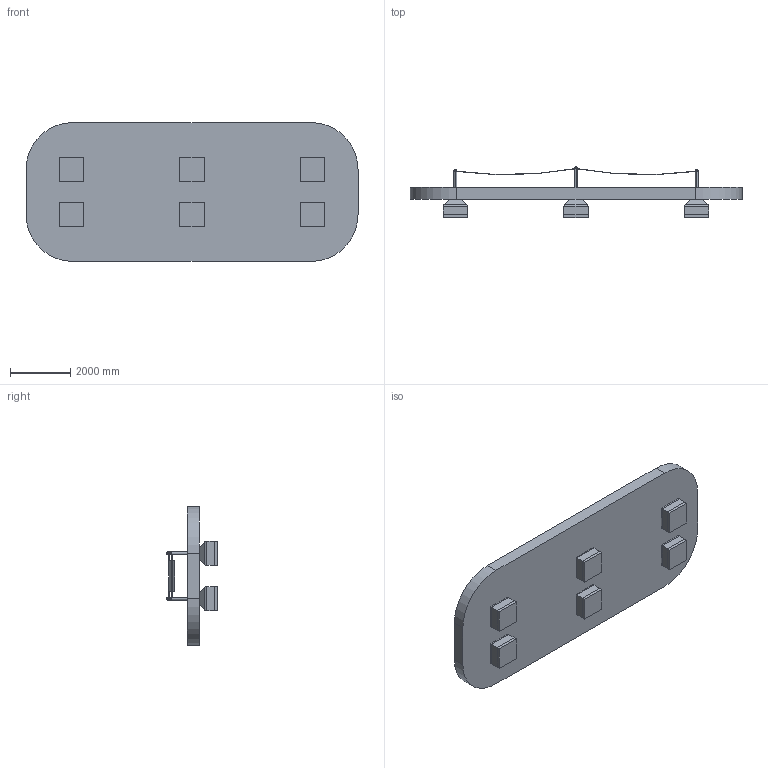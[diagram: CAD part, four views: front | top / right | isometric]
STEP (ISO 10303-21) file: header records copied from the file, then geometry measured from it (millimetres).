
FILE_DESCRIPTION (( 'STEP AP214' ), '1' );
FILE_NAME ('4951.STEP', '2019-06-13T09:45:17', ( 'admin' ), ( 'Microsoft' ), 'SwSTEP 2.0', 'SolidWorks 2019', '' );
FILE_SCHEMA (( 'AUTOMOTIVE_DESIGN' ));
Length unit declared in the file: millimetre
Products named in the file (9): Gurtsteg-01-2016-Pfosten-lang; Gurtsteg-01-2016-Pfostenkappe; Gurtsteg-01-2016-Gurt; Gurtsteg-01-2016-Pfosten-kurz; Gurtsteg-01-2016-Traverse; 4951; Gurtsteg-01-2016-Sicherheitsbereich; Gurtsteg-01-2016-Fundament; Gurtsteg-01-2016-Reckstange
Assembly tree (23 placements, depth 2):
  4951
    Gurtsteg-01-2016-Sicherheitsbereich
    Gurtsteg-01-2016-Pfosten-lang  x2
    Gurtsteg-01-2016-Pfosten-kurz  x4
    Gurtsteg-01-2016-Fundament  x6
    Gurtsteg-01-2016-Pfostenkappe  x6
    Gurtsteg-01-2016-Traverse  x2
    Gurtsteg-01-2016-Reckstange
    Gurtsteg-01-2016-Gurt
Bounding box: 11000 x 1688.96 x 4600 mm (x, y, z)
Volume: 21501196847.4 mm3; surface area: 156116105.5 mm2
Topology: 29 solids, 29 shells, 476 faces, 1000 edges, 576 vertices
Faces by surface type: cylinder 190, plane 182, torus 64, cone 24, sphere 16
Entity records: 5605 total; most frequent: DIRECTION 850, CARTESIAN_POINT 791, ORIENTED_EDGE 696, EDGE_CURVE 348, AXIS2_PLACEMENT_3D 331, VERTEX_POINT 208, VECTOR 188, LINE 188
